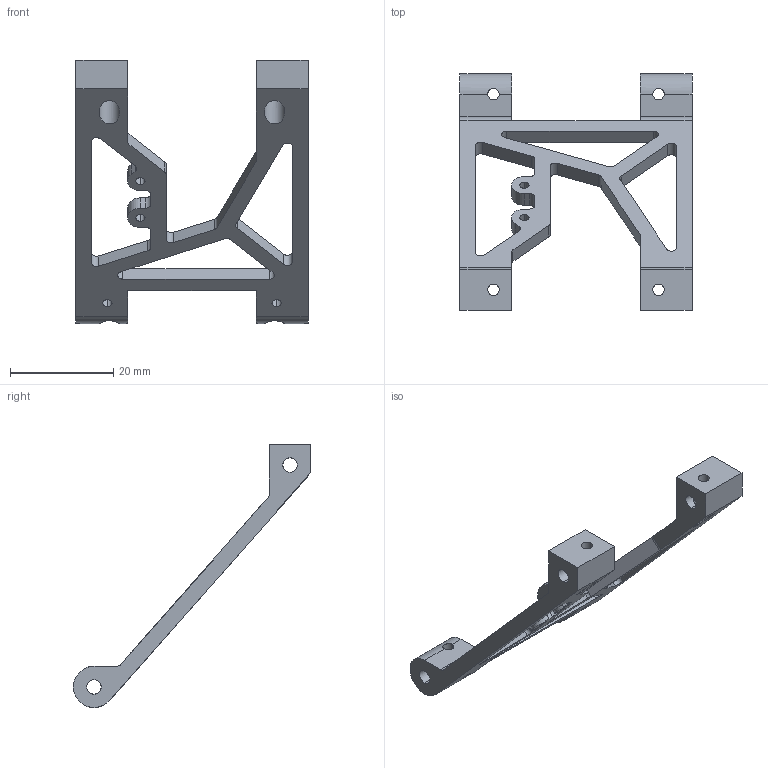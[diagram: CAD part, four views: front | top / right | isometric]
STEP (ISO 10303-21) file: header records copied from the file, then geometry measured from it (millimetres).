
FILE_DESCRIPTION (( 'STEP AP214' ), '1' );
FILE_NAME ('Fan_Front.STEP', '2024-04-23T22:37:10', ( '' ), ( '' ), 'SwSTEP 2.0', 'SolidWorks 2024', '' );
FILE_SCHEMA (( 'AUTOMOTIVE_DESIGN' ));
Length unit declared in the file: millimetre
Products named in the file (1): Fan_Front
Bounding box: 45 x 46 x 51 mm (x, y, z)
Volume: 4638.5 mm3; surface area: 5143.6 mm2
Topology: 1 solids, 1 shells, 113 faces, 325 edges, 208 vertices
Faces by surface type: cylinder 71, plane 42
Entity records: 4272 total; most frequent: CARTESIAN_POINT 1177, ORIENTED_EDGE 650, DIRECTION 643, EDGE_CURVE 325, AXIS2_PLACEMENT_3D 230, VERTEX_POINT 208, LINE 183, VECTOR 183
